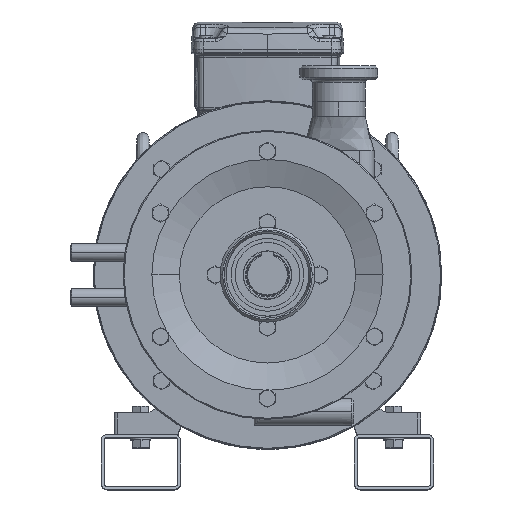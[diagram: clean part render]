
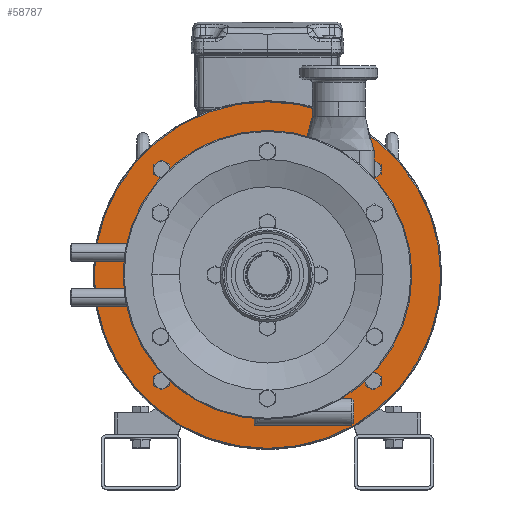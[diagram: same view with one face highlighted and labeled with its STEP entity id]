
A CAD part, top view. The second image highlights one B-rep face of the part: STEP entity #58787.
In plain terms, the highlighted face is planar.
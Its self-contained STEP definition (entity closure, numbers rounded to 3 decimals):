
#351 = CIRCLE ( 'NONE', #106370, 7.5 ) ;
#3385 = AXIS2_PLACEMENT_3D ( 'NONE', #97258, #43368, #106215 ) ;
#5060 = CARTESIAN_POINT ( 'NONE',  ( 98.566, -106.066, -10. ) ) ;
#5096 = DIRECTION ( 'NONE',  ( 1., 0., 0. ) ) ;
#5629 = CARTESIAN_POINT ( 'NONE',  ( 113.566, -106.066, -10. ) ) ;
#6967 = CARTESIAN_POINT ( 'NONE',  ( 0., 0., -10. ) ) ;
#7255 = DIRECTION ( 'NONE',  ( 1., 0., 0. ) ) ;
#7338 = AXIS2_PLACEMENT_3D ( 'NONE', #112667, #58845, #5096 ) ;
#7464 = PLANE ( 'NONE',  #37593 ) ;
#8093 = DIRECTION ( 'NONE',  ( 1., 0., 0. ) ) ;
#11560 = VERTEX_POINT ( 'NONE', #46713 ) ;
#12743 = CARTESIAN_POINT ( 'NONE',  ( -113.566, -106.066, -10. ) ) ;
#13349 = DIRECTION ( 'NONE',  ( 0., 0., 1. ) ) ;
#13476 = CARTESIAN_POINT ( 'NONE',  ( 0., 0., -10. ) ) ;
#14379 = ORIENTED_EDGE ( 'NONE', *, *, #99638, .T. ) ;
#14949 = DIRECTION ( 'NONE',  ( 0., 0., 1. ) ) ;
#15599 = CARTESIAN_POINT ( 'NONE',  ( -98.566, -106.066, -10. ) ) ;
#15975 = DIRECTION ( 'NONE',  ( 1., 0., 0. ) ) ;
#16567 = ORIENTED_EDGE ( 'NONE', *, *, #29567, .T. ) ;
#17341 = AXIS2_PLACEMENT_3D ( 'NONE', #19716, #82604, #28716 ) ;
#19234 = EDGE_CURVE ( 'NONE', #19366, #76353, #82435, .T. ) ;
#19366 = VERTEX_POINT ( 'NONE', #64044 ) ;
#19716 = CARTESIAN_POINT ( 'NONE',  ( 106.066, -106.066, -10. ) ) ;
#20186 = ORIENTED_EDGE ( 'NONE', *, *, #35915, .T. ) ;
#22543 = DIRECTION ( 'NONE',  ( 1., 0., 0. ) ) ;
#22659 = CARTESIAN_POINT ( 'NONE',  ( -113., 0., -10. ) ) ;
#23643 = FACE_BOUND ( 'NONE', #53007, .T. ) ;
#23864 = VERTEX_POINT ( 'NONE', #22659 ) ;
#26483 = FACE_BOUND ( 'NONE', #102095, .T. ) ;
#27551 = EDGE_CURVE ( 'NONE', #23864, #51595, #56588, .T. ) ;
#28716 = DIRECTION ( 'NONE',  ( 1., 0., 0. ) ) ;
#29567 = EDGE_CURVE ( 'NONE', #92836, #42144, #351, .T. ) ;
#31508 = EDGE_LOOP ( 'NONE', ( #55183, #111693 ) ) ;
#31675 = ORIENTED_EDGE ( 'NONE', *, *, #42785, .T. ) ;
#33391 = ORIENTED_EDGE ( 'NONE', *, *, #19234, .T. ) ;
#33833 = DIRECTION ( 'NONE',  ( 0., 0., 1. ) ) ;
#34450 = ORIENTED_EDGE ( 'NONE', *, *, #114502, .T. ) ;
#35915 = EDGE_CURVE ( 'NONE', #76353, #19366, #36374, .T. ) ;
#36374 = CIRCLE ( 'NONE', #3385, 7.5 ) ;
#37593 = AXIS2_PLACEMENT_3D ( 'NONE', #88432, #52576, #115439 ) ;
#40751 = DIRECTION ( 'NONE',  ( 0., 0., 1. ) ) ;
#42144 = VERTEX_POINT ( 'NONE', #15599 ) ;
#42485 = AXIS2_PLACEMENT_3D ( 'NONE', #106868, #53046, #115886 ) ;
#42668 = ORIENTED_EDGE ( 'NONE', *, *, #53877, .T. ) ;
#42785 = EDGE_CURVE ( 'NONE', #108552, #11560, #111847, .T. ) ;
#43368 = DIRECTION ( 'NONE',  ( 0., 0., 1. ) ) ;
#43382 = CIRCLE ( 'NONE', #73902, 7.5 ) ;
#44716 = FACE_BOUND ( 'NONE', #31508, .T. ) ;
#46713 = CARTESIAN_POINT ( 'NONE',  ( 174., 0., -10. ) ) ;
#47503 = FACE_OUTER_BOUND ( 'NONE', #82452, .T. ) ;
#48137 = EDGE_CURVE ( 'NONE', #51595, #23864, #53681, .T. ) ;
#50254 = EDGE_LOOP ( 'NONE', ( #42668, #34450 ) ) ;
#51267 = CARTESIAN_POINT ( 'NONE',  ( -98.566, 106.066, -10. ) ) ;
#51595 = VERTEX_POINT ( 'NONE', #93347 ) ;
#52576 = DIRECTION ( 'NONE',  ( 0., 0., 1. ) ) ;
#53007 = EDGE_LOOP ( 'NONE', ( #20186, #33391 ) ) ;
#53046 = DIRECTION ( 'NONE',  ( 0., 0., 1. ) ) ;
#53328 = EDGE_CURVE ( 'NONE', #67167, #63421, #106532, .T. ) ;
#53674 = EDGE_CURVE ( 'NONE', #63421, #67167, #81176, .T. ) ;
#53681 = CIRCLE ( 'NONE', #78062, 113. ) ;
#53877 = EDGE_CURVE ( 'NONE', #84166, #88556, #85445, .T. ) ;
#54166 = AXIS2_PLACEMENT_3D ( 'NONE', #114845, #60969, #7255 ) ;
#54829 = CARTESIAN_POINT ( 'NONE',  ( -113.566, 106.066, -10. ) ) ;
#55183 = ORIENTED_EDGE ( 'NONE', *, *, #48137, .T. ) ;
#56497 = AXIS2_PLACEMENT_3D ( 'NONE', #87782, #33833, #96798 ) ;
#56588 = CIRCLE ( 'NONE', #56497, 113. ) ;
#58787 = ADVANCED_FACE ( 'NONE', ( #47503, #92586, #26483, #23643, #68620, #44716 ), #7464, .F. ) ;
#58845 = DIRECTION ( 'NONE',  ( 0., 0., -1. ) ) ;
#60969 = DIRECTION ( 'NONE',  ( 0., 0., 1. ) ) ;
#61474 = EDGE_LOOP ( 'NONE', ( #71424, #16567 ) ) ;
#61825 = DIRECTION ( 'NONE',  ( 0., 0., 1. ) ) ;
#62976 = CARTESIAN_POINT ( 'NONE',  ( -174., 0., -10. ) ) ;
#63421 = VERTEX_POINT ( 'NONE', #5629 ) ;
#63653 = ORIENTED_EDGE ( 'NONE', *, *, #53674, .T. ) ;
#64044 = CARTESIAN_POINT ( 'NONE',  ( 98.566, 106.066, -10. ) ) ;
#67167 = VERTEX_POINT ( 'NONE', #5060 ) ;
#67166 = CARTESIAN_POINT ( 'NONE',  ( -106.066, -106.066, -10. ) ) ;
#68620 = FACE_BOUND ( 'NONE', #50254, .T. ) ;
#68768 = CARTESIAN_POINT ( 'NONE',  ( -106.066, -106.066, -10. ) ) ;
#69802 = DIRECTION ( 'NONE',  ( 0., 0., -1. ) ) ;
#69814 = EDGE_CURVE ( 'NONE', #42144, #92836, #43382, .T. ) ;
#71424 = ORIENTED_EDGE ( 'NONE', *, *, #69814, .T. ) ;
#73902 = AXIS2_PLACEMENT_3D ( 'NONE', #67166, #13349, #76254 ) ;
#74728 = CIRCLE ( 'NONE', #90394, 7.5 ) ;
#76254 = DIRECTION ( 'NONE',  ( -1., 0., 0. ) ) ;
#76353 = VERTEX_POINT ( 'NONE', #94325 ) ;
#76377 = DIRECTION ( 'NONE',  ( 0., 0., 1. ) ) ;
#77875 = DIRECTION ( 'NONE',  ( -1., 0., 0. ) ) ;
#78062 = AXIS2_PLACEMENT_3D ( 'NONE', #13476, #76377, #22543 ) ;
#81176 = CIRCLE ( 'NONE', #17341, 7.5 ) ;
#82435 = CIRCLE ( 'NONE', #42485, 7.5 ) ;
#82452 = EDGE_LOOP ( 'NONE', ( #14379, #31675 ) ) ;
#82604 = DIRECTION ( 'NONE',  ( 0., 0., 1. ) ) ;
#84166 = VERTEX_POINT ( 'NONE', #51267 ) ;
#84241 = ORIENTED_EDGE ( 'NONE', *, *, #53328, .T. ) ;
#85445 = CIRCLE ( 'NONE', #87470, 7.5 ) ;
#87470 = AXIS2_PLACEMENT_3D ( 'NONE', #94675, #40751, #103678 ) ;
#87782 = CARTESIAN_POINT ( 'NONE',  ( 0., 0., -10. ) ) ;
#88432 = CARTESIAN_POINT ( 'NONE',  ( 0., 0., -10. ) ) ;
#88556 = VERTEX_POINT ( 'NONE', #54829 ) ;
#90394 = AXIS2_PLACEMENT_3D ( 'NONE', #115657, #61825, #8093 ) ;
#92586 = FACE_BOUND ( 'NONE', #61474, .T. ) ;
#92836 = VERTEX_POINT ( 'NONE', #12743 ) ;
#93347 = CARTESIAN_POINT ( 'NONE',  ( 113., 0., -10. ) ) ;
#94325 = CARTESIAN_POINT ( 'NONE',  ( 113.566, 106.066, -10. ) ) ;
#94675 = CARTESIAN_POINT ( 'NONE',  ( -106.066, 106.066, -10. ) ) ;
#95805 = CIRCLE ( 'NONE', #113484, 174. ) ;
#96798 = DIRECTION ( 'NONE',  ( 1., 0., 0. ) ) ;
#97258 = CARTESIAN_POINT ( 'NONE',  ( 106.066, 106.066, -10. ) ) ;
#99638 = EDGE_CURVE ( 'NONE', #11560, #108552, #95805, .T. ) ;
#102095 = EDGE_LOOP ( 'NONE', ( #63653, #84241 ) ) ;
#103678 = DIRECTION ( 'NONE',  ( 1., 0., 0. ) ) ;
#106215 = DIRECTION ( 'NONE',  ( -1., 0., 0. ) ) ;
#106370 = AXIS2_PLACEMENT_3D ( 'NONE', #68768, #14949, #77875 ) ;
#106532 = CIRCLE ( 'NONE', #54166, 7.5 ) ;
#106868 = CARTESIAN_POINT ( 'NONE',  ( 106.066, 106.066, -10. ) ) ;
#108552 = VERTEX_POINT ( 'NONE', #62976 ) ;
#111693 = ORIENTED_EDGE ( 'NONE', *, *, #27551, .T. ) ;
#111847 = CIRCLE ( 'NONE', #7338, 174. ) ;
#112667 = CARTESIAN_POINT ( 'NONE',  ( 0., 0., -10. ) ) ;
#113484 = AXIS2_PLACEMENT_3D ( 'NONE', #6967, #69802, #15975 ) ;
#114502 = EDGE_CURVE ( 'NONE', #88556, #84166, #74728, .T. ) ;
#114845 = CARTESIAN_POINT ( 'NONE',  ( 106.066, -106.066, -10. ) ) ;
#115439 = DIRECTION ( 'NONE',  ( 1., 0., 0. ) ) ;
#115657 = CARTESIAN_POINT ( 'NONE',  ( -106.066, 106.066, -10. ) ) ;
#115886 = DIRECTION ( 'NONE',  ( -1., 0., 0. ) ) ;
